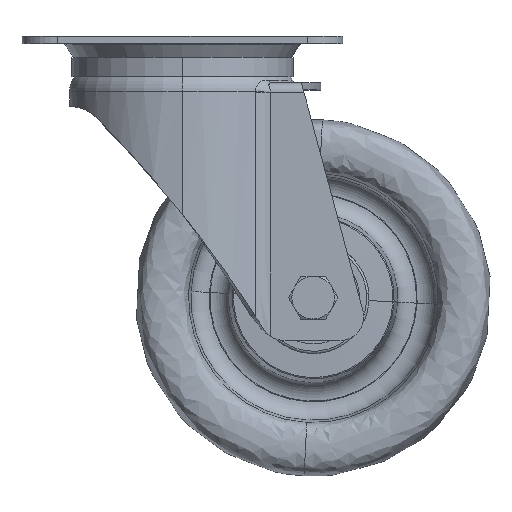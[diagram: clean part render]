
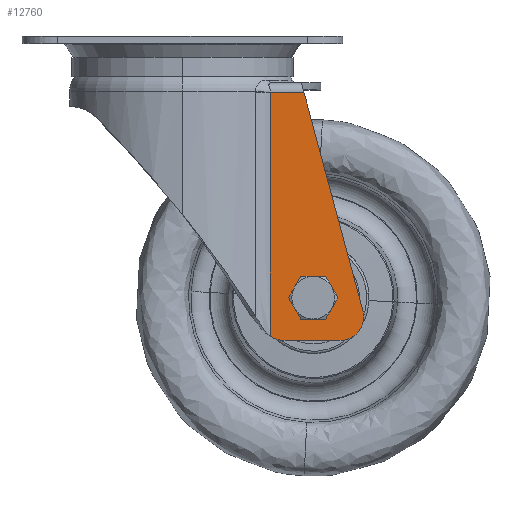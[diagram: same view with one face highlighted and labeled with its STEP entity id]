
A CAD part, top view. The second image highlights one B-rep face of the part: STEP entity #12760.
In plain terms, the highlighted planar face has unit normal (0, 0, 1).
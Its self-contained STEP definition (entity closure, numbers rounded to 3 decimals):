
#289 = DIRECTION ( 'NONE',  ( 0., 0., 1. ) ) ;
#503 = FACE_BOUND ( 'NONE', #5295, .T. ) ;
#552 = ORIENTED_EDGE ( 'NONE', *, *, #14494, .F. ) ;
#613 = EDGE_CURVE ( 'NONE', #17837, #3737, #22478, .T. ) ;
#975 = EDGE_CURVE ( 'NONE', #2599, #19929, #4205, .T. ) ;
#1289 = EDGE_CURVE ( 'NONE', #3737, #22947, #22139, .T. ) ;
#1324 = LINE ( 'NONE', #22564, #14659 ) ;
#1776 = EDGE_LOOP ( 'NONE', ( #552, #22339, #22661, #14913, #9153, #11422, #25896, #23766 ) ) ;
#1790 = CARTESIAN_POINT ( 'NONE',  ( 52.671, -29.45, 34. ) ) ;
#1839 = CIRCLE ( 'NONE', #20225, 10. ) ;
#1936 = CIRCLE ( 'NONE', #27609, 6.05 ) ;
#2341 = DIRECTION ( 'NONE',  ( 0., -1., 0. ) ) ;
#2367 = CARTESIAN_POINT ( 'NONE',  ( 0., -169.6, 34. ) ) ;
#2599 = VERTEX_POINT ( 'NONE', #1790 ) ;
#2752 = CARTESIAN_POINT ( 'NONE',  ( 37.016, -92.008, 34. ) ) ;
#3604 = CIRCLE ( 'NONE', #9949, 10. ) ;
#3737 = VERTEX_POINT ( 'NONE', #15382 ) ;
#4067 = VECTOR ( 'NONE', #15136, 1000. ) ;
#4205 = LINE ( 'NONE', #15411, #16231 ) ;
#4280 = DIRECTION ( 'NONE',  ( -1., 0., 0. ) ) ;
#4699 = ORIENTED_EDGE ( 'NONE', *, *, #22853, .F. ) ;
#5132 = CARTESIAN_POINT ( 'NONE',  ( 55., -110., 34. ) ) ;
#5295 = EDGE_LOOP ( 'NONE', ( #4699, #26591 ) ) ;
#6021 = DIRECTION ( 'NONE',  ( 0.965, 0.26, 0. ) ) ;
#6054 = AXIS2_PLACEMENT_3D ( 'NONE', #28052, #289, #21098 ) ;
#6185 = CARTESIAN_POINT ( 'NONE',  ( 75.855, -115.379, 34. ) ) ;
#6407 = VERTEX_POINT ( 'NONE', #8046 ) ;
#7178 = CARTESIAN_POINT ( 'NONE',  ( 37.015, -23.6, 34. ) ) ;
#7546 = FACE_OUTER_BOUND ( 'NONE', #1776, .T. ) ;
#8046 = CARTESIAN_POINT ( 'NONE',  ( 42.7, -127.984, 34. ) ) ;
#8512 = EDGE_CURVE ( 'NONE', #6407, #22947, #1839, .T. ) ;
#8716 = CARTESIAN_POINT ( 'NONE',  ( 51.105, -23.6, 34. ) ) ;
#9116 = DIRECTION ( 'NONE',  ( 0., 0., -1. ) ) ;
#9153 = ORIENTED_EDGE ( 'NONE', *, *, #14672, .T. ) ;
#9364 = DIRECTION ( 'NONE',  ( 1., 0., 0. ) ) ;
#9949 = AXIS2_PLACEMENT_3D ( 'NONE', #29690, #9116, #22867 ) ;
#10916 = DIRECTION ( 'NONE',  ( 1., 0., 0. ) ) ;
#11422 = ORIENTED_EDGE ( 'NONE', *, *, #30055, .F. ) ;
#11529 = CARTESIAN_POINT ( 'NONE',  ( 37.017, -126.212, 34. ) ) ;
#12051 = VECTOR ( 'NONE', #4280, 1000. ) ;
#12392 = CARTESIAN_POINT ( 'NONE',  ( 48.95, -110., 34. ) ) ;
#12760 = ADVANCED_FACE ( 'NONE', ( #503, #7546 ), #14468, .T. ) ;
#14084 = DIRECTION ( 'NONE',  ( 0., 0., 1. ) ) ;
#14468 = PLANE ( 'NONE',  #24807 ) ;
#14494 = EDGE_CURVE ( 'NONE', #17837, #19929, #23793, .T. ) ;
#14659 = VECTOR ( 'NONE', #10916, 1000. ) ;
#14672 = EDGE_CURVE ( 'NONE', #6407, #19677, #1324, .T. ) ;
#14913 = ORIENTED_EDGE ( 'NONE', *, *, #8512, .F. ) ;
#15136 = DIRECTION ( 'NONE',  ( 0.266, -0.964, 0. ) ) ;
#15310 = CARTESIAN_POINT ( 'NONE',  ( 51.105, -23.6, 34. ) ) ;
#15382 = CARTESIAN_POINT ( 'NONE',  ( 37.015, -23.6, 34. ) ) ;
#15411 = CARTESIAN_POINT ( 'NONE',  ( 52.671, -29.45, 34. ) ) ;
#16231 = VECTOR ( 'NONE', #6021, 1000. ) ;
#17298 = CARTESIAN_POINT ( 'NONE',  ( 51.105, -23.6, 34. ) ) ;
#17407 = EDGE_CURVE ( 'NONE', #2599, #18867, #22279, .T. ) ;
#17567 = CARTESIAN_POINT ( 'NONE',  ( 52.671, -29.45, 34. ) ) ;
#17837 = VERTEX_POINT ( 'NONE', #15310 ) ;
#18109 = DIRECTION ( 'NONE',  ( 0., 0., -1. ) ) ;
#18833 = CARTESIAN_POINT ( 'NONE',  ( 37.016, -57.804, 34. ) ) ;
#18867 = VERTEX_POINT ( 'NONE', #6185 ) ;
#19139 = CARTESIAN_POINT ( 'NONE',  ( 37.017, -126.212, 34. ) ) ;
#19677 = VERTEX_POINT ( 'NONE', #25593 ) ;
#19929 = VERTEX_POINT ( 'NONE', #22183 ) ;
#20225 = AXIS2_PLACEMENT_3D ( 'NONE', #25385, #18109, #2341 ) ;
#21098 = DIRECTION ( 'NONE',  ( 1., 0., 0. ) ) ;
#21315 = DIRECTION ( 'NONE',  ( 0., 0., 1. ) ) ;
#22139 = B_SPLINE_CURVE_WITH_KNOTS ( 'NONE', 3,
 ( #7178, #18833, #2752, #19139 ),
 .UNSPECIFIED., .F., .F.,
 ( 4, 4 ),
 ( 0., 1. ),
 .UNSPECIFIED. ) ;
#22183 = CARTESIAN_POINT ( 'NONE',  ( 52.718, -29.438, 34. ) ) ;
#22279 = LINE ( 'NONE', #17567, #29309 ) ;
#22339 = ORIENTED_EDGE ( 'NONE', *, *, #613, .T. ) ;
#22478 = LINE ( 'NONE', #8716, #12051 ) ;
#22564 = CARTESIAN_POINT ( 'NONE',  ( 42.7, -127.984, 34. ) ) ;
#22661 = ORIENTED_EDGE ( 'NONE', *, *, #1289, .T. ) ;
#22853 = EDGE_CURVE ( 'NONE', #29536, #23631, #1936, .T. ) ;
#22867 = DIRECTION ( 'NONE',  ( 0.965, 0.26, 0. ) ) ;
#22947 = VERTEX_POINT ( 'NONE', #11529 ) ;
#23631 = VERTEX_POINT ( 'NONE', #27575 ) ;
#23766 = ORIENTED_EDGE ( 'NONE', *, *, #975, .T. ) ;
#23793 = LINE ( 'NONE', #17298, #4067 ) ;
#24475 = CIRCLE ( 'NONE', #6054, 6.05 ) ;
#24807 = AXIS2_PLACEMENT_3D ( 'NONE', #2367, #21315, #9364 ) ;
#25385 = CARTESIAN_POINT ( 'NONE',  ( 42.7, -117.984, 34. ) ) ;
#25593 = CARTESIAN_POINT ( 'NONE',  ( 66.2, -127.984, 34. ) ) ;
#25896 = ORIENTED_EDGE ( 'NONE', *, *, #17407, .F. ) ;
#26424 = EDGE_CURVE ( 'NONE', #23631, #29536, #24475, .T. ) ;
#26591 = ORIENTED_EDGE ( 'NONE', *, *, #26424, .F. ) ;
#26672 = DIRECTION ( 'NONE',  ( 0.26, -0.965, 0. ) ) ;
#27575 = CARTESIAN_POINT ( 'NONE',  ( 61.05, -110., 34. ) ) ;
#27609 = AXIS2_PLACEMENT_3D ( 'NONE', #5132, #14084, #28361 ) ;
#28052 = CARTESIAN_POINT ( 'NONE',  ( 55., -110., 34. ) ) ;
#28361 = DIRECTION ( 'NONE',  ( -1., 0., 0. ) ) ;
#29309 = VECTOR ( 'NONE', #26672, 1000. ) ;
#29536 = VERTEX_POINT ( 'NONE', #12392 ) ;
#29690 = CARTESIAN_POINT ( 'NONE',  ( 66.2, -117.984, 34. ) ) ;
#30055 = EDGE_CURVE ( 'NONE', #18867, #19677, #3604, .T. ) ;
